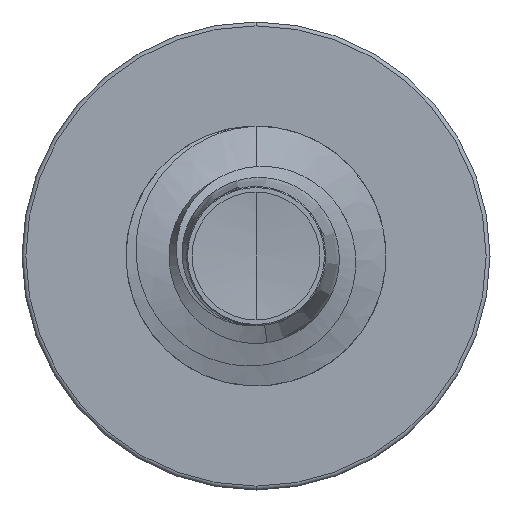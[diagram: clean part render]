
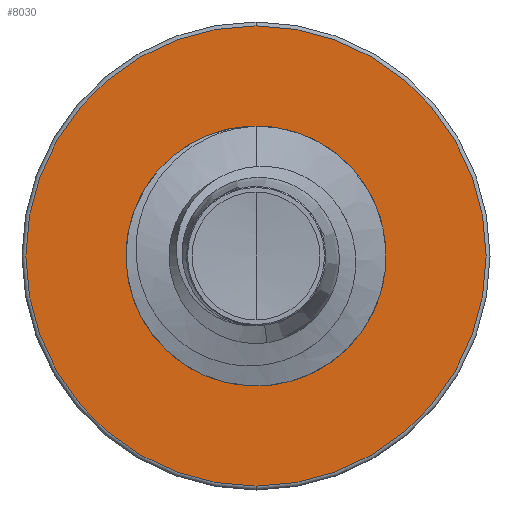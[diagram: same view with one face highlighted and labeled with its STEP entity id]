
A CAD part, front view. The second image highlights one B-rep face of the part: STEP entity #8030.
In plain terms, the highlighted planar face has unit normal (0, -1, 0).
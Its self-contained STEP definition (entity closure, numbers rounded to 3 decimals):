
#176 = FACE_BOUND ( 'NONE', #4197, .T. ) ;
#650 = CARTESIAN_POINT ( 'NONE',  ( 0., 11., 5.31 ) ) ;
#703 = CIRCLE ( 'NONE', #9953, 5.31 ) ;
#854 = EDGE_CURVE ( 'NONE', #10374, #2962, #703, .T. ) ;
#1078 = CARTESIAN_POINT ( 'NONE',  ( 0., 11., 0. ) ) ;
#1481 = DIRECTION ( 'NONE',  ( 0., 0., 1. ) ) ;
#1513 = DIRECTION ( 'NONE',  ( 0., 1., 0. ) ) ;
#1530 = CARTESIAN_POINT ( 'NONE',  ( 0., 11., 0. ) ) ;
#1594 = DIRECTION ( 'NONE',  ( 0., 0., 1. ) ) ;
#1600 = DIRECTION ( 'NONE',  ( 0., 1., 0. ) ) ;
#1610 = CARTESIAN_POINT ( 'NONE',  ( 0., 11., 0. ) ) ;
#2119 = ORIENTED_EDGE ( 'NONE', *, *, #854, .F. ) ;
#2143 = DIRECTION ( 'NONE',  ( 0., 1., 0. ) ) ;
#2163 = EDGE_LOOP ( 'NONE', ( #2119, #6668 ) ) ;
#2962 = VERTEX_POINT ( 'NONE', #6774 ) ;
#2985 = CARTESIAN_POINT ( 'NONE',  ( 0., 11., 2.842 ) ) ;
#3223 = ORIENTED_EDGE ( 'NONE', *, *, #4398, .T. ) ;
#3339 = ORIENTED_EDGE ( 'NONE', *, *, #4313, .T. ) ;
#3551 = DIRECTION ( 'NONE',  ( 0., 0., 1. ) ) ;
#3569 = DIRECTION ( 'NONE',  ( 0., 1., 0. ) ) ;
#3582 = CARTESIAN_POINT ( 'NONE',  ( 0., 11., 0. ) ) ;
#3849 = CIRCLE ( 'NONE', #11222, 5.31 ) ;
#3916 = CIRCLE ( 'NONE', #10095, 2.842 ) ;
#4197 = EDGE_LOOP ( 'NONE', ( #3223, #3339 ) ) ;
#4313 = EDGE_CURVE ( 'NONE', #12042, #4761, #8664, .T. ) ;
#4398 = EDGE_CURVE ( 'NONE', #4761, #12042, #3916, .T. ) ;
#4761 = VERTEX_POINT ( 'NONE', #2985 ) ;
#5231 = DIRECTION ( 'NONE',  ( 0., 0., 1. ) ) ;
#5553 = CARTESIAN_POINT ( 'NONE',  ( 0., 11., -2.842 ) ) ;
#5919 = EDGE_CURVE ( 'NONE', #2962, #10374, #3849, .T. ) ;
#6560 = FACE_OUTER_BOUND ( 'NONE', #2163, .T. ) ;
#6668 = ORIENTED_EDGE ( 'NONE', *, *, #5919, .F. ) ;
#6774 = CARTESIAN_POINT ( 'NONE',  ( 0., 11., -5.31 ) ) ;
#7144 = DIRECTION ( 'NONE',  ( 0., 0., 1. ) ) ;
#7348 = PLANE ( 'NONE',  #9513 ) ;
#8030 = ADVANCED_FACE ( 'NONE', ( #6560, #176 ), #7348, .F. ) ;
#8664 = CIRCLE ( 'NONE', #9565, 2.842 ) ;
#9252 = CARTESIAN_POINT ( 'NONE',  ( 0., 11., -2.842 ) ) ;
#9513 = AXIS2_PLACEMENT_3D ( 'NONE', #9252, #10713, #5231 ) ;
#9565 = AXIS2_PLACEMENT_3D ( 'NONE', #1610, #1600, #1594 ) ;
#9953 = AXIS2_PLACEMENT_3D ( 'NONE', #1078, #2143, #7144 ) ;
#10095 = AXIS2_PLACEMENT_3D ( 'NONE', #1530, #1513, #1481 ) ;
#10374 = VERTEX_POINT ( 'NONE', #650 ) ;
#10713 = DIRECTION ( 'NONE',  ( 0., 1., 0. ) ) ;
#11222 = AXIS2_PLACEMENT_3D ( 'NONE', #3582, #3569, #3551 ) ;
#12042 = VERTEX_POINT ( 'NONE', #5553 ) ;
